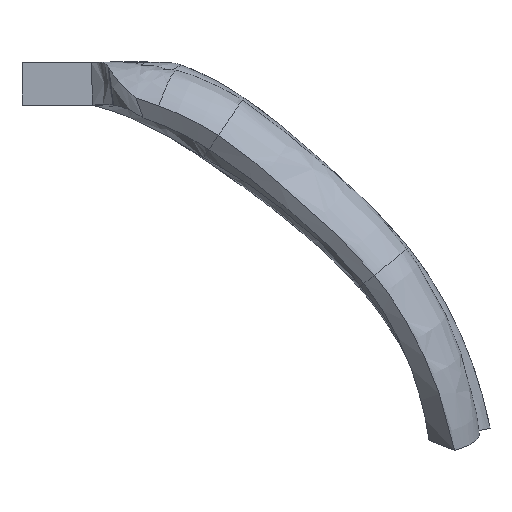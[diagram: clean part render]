
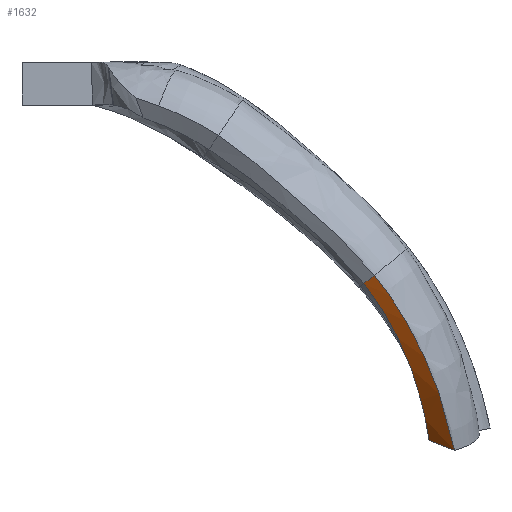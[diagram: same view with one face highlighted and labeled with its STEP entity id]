
A CAD part, left-side view. The second image highlights one B-rep face of the part: STEP entity #1632.
In plain terms, the highlighted free-form (B-spline) face has degree [3, 1] with [28, 2] control points.
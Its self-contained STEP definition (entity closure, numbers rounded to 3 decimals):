
#80=B_SPLINE_SURFACE_WITH_KNOTS('',3,1,((#25521,#25522),(#25523,#25524),
(#25525,#25526),(#25527,#25528),(#25529,#25530),(#25531,#25532),(#25533,
#25534),(#25535,#25536),(#25537,#25538),(#25539,#25540),(#25541,#25542),
(#25543,#25544),(#25545,#25546),(#25547,#25548),(#25549,#25550),(#25551,
#25552),(#25553,#25554),(#25555,#25556),(#25557,#25558),(#25559,#25560),
(#25561,#25562),(#25563,#25564),(#25565,#25566),(#25567,#25568),(#25569,
#25570),(#25571,#25572),(#25573,#25574),(#25575,#25576)),.UNSPECIFIED.,
 .F.,.F.,.F.,(4,1,1,1,1,1,2,1,1,1,1,1,2,1,1,1,1,1,1,1,2,1,4),(2,2),(-328.831,
-323.697,-315.603,-302.376,-275.921,-249.467,
-223.013,-203.491,-197.473,-171.933,
-146.392,-125.808,-120.852,-94.426,
-68.,-63.174,-54.787,-41.574,
-35.348,-28.361,-15.148,-1.541,
0.),(0.,1.001),.UNSPECIFIED.);
#258=B_SPLINE_CURVE_WITH_KNOTS('',3,(#22573,#22574,#22575,#22576,#22577,
#22578),.UNSPECIFIED.,.F.,.F.,(4,2,4),(-2.998,-1.498,
0.),.UNSPECIFIED.);
#273=B_SPLINE_CURVE_WITH_KNOTS('',3,(#25486,#25487,#25488,#25489,#25490,
#25491,#25492,#25493,#25494,#25495,#25496,#25497,#25498,#25499,#25500,#25501),
 .UNSPECIFIED.,.F.,.F.,(4,2,2,2,2,2,2,4),(-34.844,-27.017,
-24.517,-24.433,-24.275,-24.117,
-22.684,-21.334),.UNSPECIFIED.);
#276=B_SPLINE_CURVE_WITH_KNOTS('',3,(#25578,#25579,#25580,#25581,#25582,
#25583),.UNSPECIFIED.,.F.,.F.,(4,2,4),(201.471,223.013,
328.83),.UNSPECIFIED.);
#384=FACE_OUTER_BOUND('',#484,.T.);
#484=EDGE_LOOP('',(#1473,#1474,#1475,#1476));
#538=LINE('',#25584,#585);
#585=VECTOR('',#1799,10.);
#751=VERTEX_POINT('',#22555);
#752=VERTEX_POINT('',#22572);
#764=VERTEX_POINT('',#25485);
#766=VERTEX_POINT('',#25577);
#989=EDGE_CURVE('',#752,#751,#258,.T.);
#1004=EDGE_CURVE('',#752,#764,#273,.F.);
#1007=EDGE_CURVE('',#751,#766,#276,.T.);
#1008=EDGE_CURVE('',#764,#766,#538,.T.);
#1473=ORIENTED_EDGE('',*,*,#989,.T.);
#1474=ORIENTED_EDGE('',*,*,#1007,.T.);
#1475=ORIENTED_EDGE('',*,*,#1008,.F.);
#1476=ORIENTED_EDGE('',*,*,#1004,.F.);
#1632=ADVANCED_FACE('',(#384),#80,.F.);
#1799=DIRECTION('',(0.764,0.603,0.23));
#22555=CARTESIAN_POINT('',(1376.207,-676.735,-126.07));
#22572=CARTESIAN_POINT('',(1347.65,-684.085,-120.196));
#22573=CARTESIAN_POINT('Ctrl Pts',(1347.65,-684.085,-120.196));
#22574=CARTESIAN_POINT('Ctrl Pts',(1352.381,-682.868,-121.169));
#22575=CARTESIAN_POINT('Ctrl Pts',(1357.184,-681.632,-122.157));
#22576=CARTESIAN_POINT('Ctrl Pts',(1366.659,-679.193,-124.105));
#22577=CARTESIAN_POINT('Ctrl Pts',(1371.465,-677.956,-125.094));
#22578=CARTESIAN_POINT('Ctrl Pts',(1376.207,-676.735,-126.07));
#25485=CARTESIAN_POINT('',(1385.712,-740.875,-244.006));
#25486=CARTESIAN_POINT('Ctrl Pts',(1385.712,-740.875,-244.006));
#25487=CARTESIAN_POINT('Ctrl Pts',(1373.559,-735.5,-217.73));
#25488=CARTESIAN_POINT('Ctrl Pts',(1363.613,-726.781,-191.394));
#25489=CARTESIAN_POINT('Ctrl Pts',(1354.359,-709.544,-157.799));
#25490=CARTESIAN_POINT('Ctrl Pts',(1352.449,-704.99,-149.881));
#25491=CARTESIAN_POINT('Ctrl Pts',(1350.795,-699.826,-141.801));
#25492=CARTESIAN_POINT('Ctrl Pts',(1350.747,-699.675,-141.566));
#25493=CARTESIAN_POINT('Ctrl Pts',(1350.631,-699.308,-140.996));
#25494=CARTESIAN_POINT('Ctrl Pts',(1350.559,-699.072,-140.631));
#25495=CARTESIAN_POINT('Ctrl Pts',(1350.414,-698.59,-139.891));
#25496=CARTESIAN_POINT('Ctrl Pts',(1350.343,-698.347,-139.523));
#25497=CARTESIAN_POINT('Ctrl Pts',(1349.638,-695.888,-135.805));
#25498=CARTESIAN_POINT('Ctrl Pts',(1349.105,-693.553,-132.49));
#25499=CARTESIAN_POINT('Ctrl Pts',(1348.25,-688.855,-126.169));
#25500=CARTESIAN_POINT('Ctrl Pts',(1347.917,-686.503,-123.158));
#25501=CARTESIAN_POINT('Ctrl Pts',(1347.65,-684.085,-120.196));
#25521=CARTESIAN_POINT('Ctrl Pts',(1408.637,-722.798,-237.101));
#25522=CARTESIAN_POINT('Ctrl Pts',(1385.694,-740.889,-244.012));
#25523=CARTESIAN_POINT('Ctrl Pts',(1407.936,-722.555,-235.412));
#25524=CARTESIAN_POINT('Ctrl Pts',(1384.863,-740.522,-242.215));
#25525=CARTESIAN_POINT('Ctrl Pts',(1406.158,-721.889,-231.081));
#25526=CARTESIAN_POINT('Ctrl Pts',(1382.756,-739.538,-237.602));
#25527=CARTESIAN_POINT('Ctrl Pts',(1402.741,-720.361,-222.524));
#25528=CARTESIAN_POINT('Ctrl Pts',(1378.717,-737.379,-228.459));
#25529=CARTESIAN_POINT('Ctrl Pts',(1396.974,-717.023,-207.377));
#25530=CARTESIAN_POINT('Ctrl Pts',(1371.931,-732.926,-212.196));
#25531=CARTESIAN_POINT('Ctrl Pts',(1390.033,-710.915,-187.197));
#25532=CARTESIAN_POINT('Ctrl Pts',(1363.819,-725.32,-190.333));
#25533=CARTESIAN_POINT('Ctrl Pts',(1383.37,-701.207,-164.244));
#25534=CARTESIAN_POINT('Ctrl Pts',(1356.098,-713.846,-165.198));
#25535=CARTESIAN_POINT('Ctrl Pts',(1380.038,-693.148,-149.783));
#25536=CARTESIAN_POINT('Ctrl Pts',(1352.277,-704.611,-149.219));
#25537=CARTESIAN_POINT('Ctrl Pts',(1377.626,-685.456,-137.583));
#25538=CARTESIAN_POINT('Ctrl Pts',(1349.437,-695.594,-135.212));
#25539=CARTESIAN_POINT('Ctrl Pts',(1376.663,-680.725,-130.972));
#25540=CARTESIAN_POINT('Ctrl Pts',(1348.3,-689.988,-127.456));
#25541=CARTESIAN_POINT('Ctrl Pts',(1375.456,-670.329,-118.163));
#25542=CARTESIAN_POINT('Ctrl Pts',(1346.933,-678.148,-112.842));
#25543=CARTESIAN_POINT('Ctrl Pts',(1374.984,-657.528,-104.402));
#25544=CARTESIAN_POINT('Ctrl Pts',(1346.473,-664.195,-97.704));
#25545=CARTESIAN_POINT('Ctrl Pts',(1375.185,-640.031,-88.167));
#25546=CARTESIAN_POINT('Ctrl Pts',(1346.754,-646.209,-80.76));
#25547=CARTESIAN_POINT('Ctrl Pts',(1375.203,-627.258,-77.201));
#25548=CARTESIAN_POINT('Ctrl Pts',(1346.816,-633.73,-69.863));
#25549=CARTESIAN_POINT('Ctrl Pts',(1375.034,-620.927,-71.871));
#25550=CARTESIAN_POINT('Ctrl Pts',(1346.684,-627.752,-64.724));
#25551=CARTESIAN_POINT('Ctrl Pts',(1374.777,-613.168,-65.359));
#25552=CARTESIAN_POINT('Ctrl Pts',(1346.482,-620.953,-58.941));
#25553=CARTESIAN_POINT('Ctrl Pts',(1373.272,-599.761,-54.307));
#25554=CARTESIAN_POINT('Ctrl Pts',(1345.321,-608.818,-48.109));
#25555=CARTESIAN_POINT('Ctrl Pts',(1371.128,-584.45,-42.809));
#25556=CARTESIAN_POINT('Ctrl Pts',(1343.453,-593.361,-35.237));
#25557=CARTESIAN_POINT('Ctrl Pts',(1370.198,-573.679,-35.438));
#25558=CARTESIAN_POINT('Ctrl Pts',(1342.59,-581.563,-26.647));
#25559=CARTESIAN_POINT('Ctrl Pts',(1369.77,-566.429,-30.688));
#25560=CARTESIAN_POINT('Ctrl Pts',(1342.181,-573.351,-21.022));
#25561=CARTESIAN_POINT('Ctrl Pts',(1369.764,-558.68,-26.018));
#25562=CARTESIAN_POINT('Ctrl Pts',(1342.183,-564.068,-15.365));
#25563=CARTESIAN_POINT('Ctrl Pts',(1370.294,-551.229,-21.928));
#25564=CARTESIAN_POINT('Ctrl Pts',(1342.787,-554.671,-10.353));
#25565=CARTESIAN_POINT('Ctrl Pts',(1371.237,-543.717,-18.092));
#25566=CARTESIAN_POINT('Ctrl Pts',(1343.893,-544.891,-5.631));
#25567=CARTESIAN_POINT('Ctrl Pts',(1372.507,-537.905,-15.484));
#25568=CARTESIAN_POINT('Ctrl Pts',(1345.446,-536.984,-2.418));
#25569=CARTESIAN_POINT('Ctrl Pts',(1374.775,-530.133,-12.346));
#25570=CARTESIAN_POINT('Ctrl Pts',(1348.191,-526.93,1.263));
#25571=CARTESIAN_POINT('Ctrl Pts',(1376.23,-525.705,-10.695));
#25572=CARTESIAN_POINT('Ctrl Pts',(1349.864,-521.615,3.101));
#25573=CARTESIAN_POINT('Ctrl Pts',(1377.878,-521.233,-9.179));
#25574=CARTESIAN_POINT('Ctrl Pts',(1351.761,-516.289,4.782));
#25575=CARTESIAN_POINT('Ctrl Pts',(1378.047,-520.778,-9.027));
#25576=CARTESIAN_POINT('Ctrl Pts',(1351.956,-515.748,4.951));
#25577=CARTESIAN_POINT('',(1408.636,-722.798,-237.1));
#25578=CARTESIAN_POINT('Ctrl Pts',(1376.207,-676.735,-126.07));
#25579=CARTESIAN_POINT('Ctrl Pts',(1376.741,-681.087,-131.486));
#25580=CARTESIAN_POINT('Ctrl Pts',(1377.52,-685.118,-137.046));
#25581=CARTESIAN_POINT('Ctrl Pts',(1384.202,-706.426,-170.844));
#25582=CARTESIAN_POINT('Ctrl Pts',(1394.198,-717.784,-202.289));
#25583=CARTESIAN_POINT('Ctrl Pts',(1408.636,-722.798,-237.1));
#25584=CARTESIAN_POINT('',(1385.712,-740.875,-244.006));
